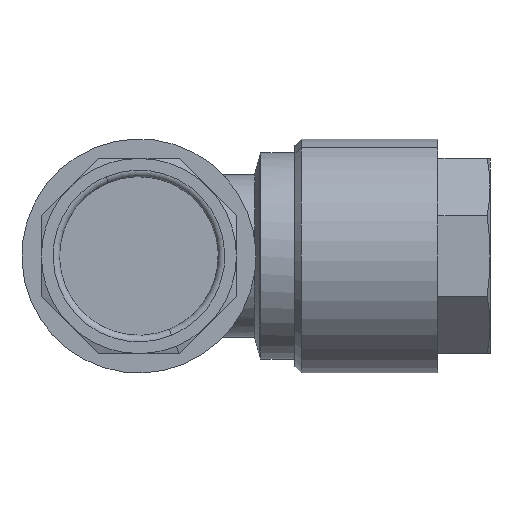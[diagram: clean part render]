
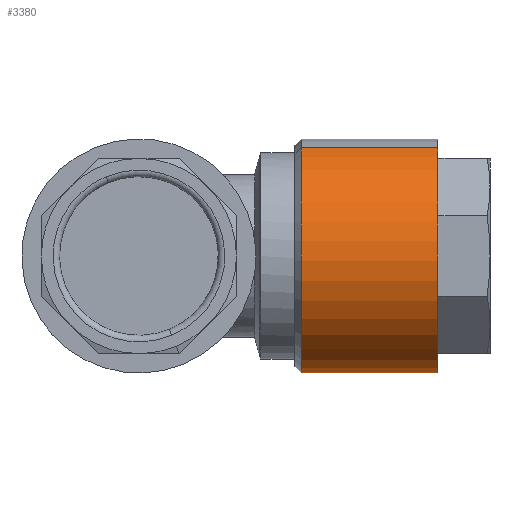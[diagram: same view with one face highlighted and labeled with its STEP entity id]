
A CAD part, front view. The second image highlights one B-rep face of the part: STEP entity #3380.
In plain terms, the highlighted cylindrical face has radius 9 mm (diameter 18 mm), a partial arc.
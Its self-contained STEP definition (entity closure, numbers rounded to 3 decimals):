
#519 = ORIENTED_EDGE ( 'NONE', *, *, #2101, .T. ) ;
#715 = ORIENTED_EDGE ( 'NONE', *, *, #2102, .T. ) ;
#716 = ORIENTED_EDGE ( 'NONE', *, *, #2103, .F. ) ;
#717 = ORIENTED_EDGE ( 'NONE', *, *, #2104, .F. ) ;
#861 = CARTESIAN_POINT ( 'NONE',  ( 12.5, 20.556, 8.315 ) ) ;
#862 = CARTESIAN_POINT ( 'NONE',  ( 12.5, 27.444, -8.315 ) ) ;
#871 = CARTESIAN_POINT ( 'NONE',  ( 23., 27.444, -8.315 ) ) ;
#873 = CARTESIAN_POINT ( 'NONE',  ( 23., 20.556, 8.315 ) ) ;
#958 = CARTESIAN_POINT ( 'NONE',  ( 12., 24., 0. ) ) ;
#959 = DIRECTION ( 'NONE',  ( -1., 0., 0. ) ) ;
#967 = DIRECTION ( 'NONE',  ( 0., 0.383, -0.924 ) ) ;
#2101 = EDGE_CURVE ( 'NONE', #3188, #3190, #3636, .T. ) ;
#2102 = EDGE_CURVE ( 'NONE', #3190, #3178, #3635, .T. ) ;
#2103 = EDGE_CURVE ( 'NONE', #3179, #3178, #3637, .T. ) ;
#2104 = EDGE_CURVE ( 'NONE', #3188, #3179, #3631, .T. ) ;
#2211 = FACE_OUTER_BOUND ( 'NONE', #2978, .T. ) ;
#2219 = CYLINDRICAL_SURFACE ( 'NONE', #3043, 9. ) ;
#2551 = AXIS2_PLACEMENT_3D ( 'NONE', #3674, #3675, #3676 ) ;
#2552 = AXIS2_PLACEMENT_3D ( 'NONE', #3680, #3681, #3682 ) ;
#2978 = EDGE_LOOP ( 'NONE', ( #519, #715, #716, #717 ) ) ;
#3043 = AXIS2_PLACEMENT_3D ( 'NONE', #958, #959, #967 ) ;
#3178 = VERTEX_POINT ( 'NONE', #861 ) ;
#3179 = VERTEX_POINT ( 'NONE', #862 ) ;
#3188 = VERTEX_POINT ( 'NONE', #871 ) ;
#3190 = VERTEX_POINT ( 'NONE', #873 ) ;
#3380 = ADVANCED_FACE ( 'NONE', ( #2211 ), #2219, .T. ) ;
#3631 = LINE ( 'NONE', #3679, #3641 ) ;
#3635 = LINE ( 'NONE', #3673, #3638 ) ;
#3636 = CIRCLE ( 'NONE', #2551, 9. ) ;
#3637 = CIRCLE ( 'NONE', #2552, 9. ) ;
#3638 = VECTOR ( 'NONE', #3662, 1000. ) ;
#3641 = VECTOR ( 'NONE', #3672, 1000. ) ;
#3662 = DIRECTION ( 'NONE',  ( -1., 0., 0. ) ) ;
#3672 = DIRECTION ( 'NONE',  ( -1., 0., 0. ) ) ;
#3673 = CARTESIAN_POINT ( 'NONE',  ( 12., 20.556, 8.315 ) ) ;
#3674 = CARTESIAN_POINT ( 'NONE',  ( 23., 24., 0. ) ) ;
#3675 = DIRECTION ( 'NONE',  ( -1., 0., 0. ) ) ;
#3676 = DIRECTION ( 'NONE',  ( 0., -0.383, 0.924 ) ) ;
#3679 = CARTESIAN_POINT ( 'NONE',  ( 12., 27.444, -8.315 ) ) ;
#3680 = CARTESIAN_POINT ( 'NONE',  ( 12.5, 24., 0. ) ) ;
#3681 = DIRECTION ( 'NONE',  ( -1., 0., 0. ) ) ;
#3682 = DIRECTION ( 'NONE',  ( 0., 0.383, -0.924 ) ) ;
